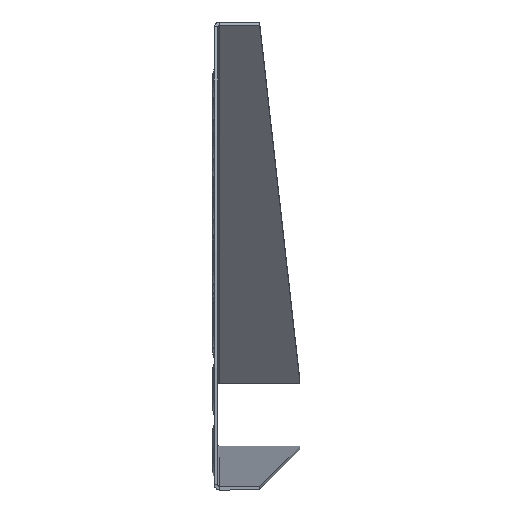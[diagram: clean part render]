
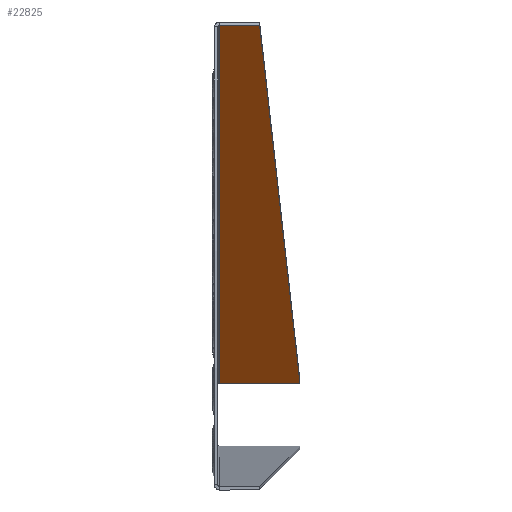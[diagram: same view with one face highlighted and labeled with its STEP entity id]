
A CAD part, left-side view. The second image highlights one B-rep face of the part: STEP entity #22825.
In plain terms, the highlighted planar face has unit normal (-0.368, 0, -0.93).
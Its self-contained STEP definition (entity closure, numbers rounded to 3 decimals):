
#18369 = CARTESIAN_POINT ( 'NONE',  ( -827.401, -4.5, 346.274 ) ) ;
#18383 = CARTESIAN_POINT ( 'NONE',  ( -43.355, -4.5, 35.473 ) ) ;
#18504 = CARTESIAN_POINT ( 'NONE',  ( -827.401, -39.288, 346.274 ) ) ;
#18505 = LINE ( 'NONE', #18585, #18584 ) ;
#18567 = CARTESIAN_POINT ( 'NONE',  ( -43.355, -74.288, 35.473 ) ) ;
#18583 = DIRECTION ( 'NONE',  ( -0.93, 0., 0.369 ) ) ;
#18584 = VECTOR ( 'NONE', #18583, 1000. ) ;
#18585 = CARTESIAN_POINT ( 'NONE',  ( 6.265, -4.5, 15.804 ) ) ;
#18742 = DIRECTION ( 'NONE',  ( -0.343, -0.93, 0.136 ) ) ;
#18744 = DIRECTION ( 'NONE',  ( 0.369, 0., 0.93 ) ) ;
#18745 = LINE ( 'NONE', #18770, #18799 ) ;
#18748 = AXIS2_PLACEMENT_3D ( 'NONE', #18769, #18744, #18742 ) ;
#18755 = PLANE ( 'NONE',  #18748 ) ;
#18757 = FACE_OUTER_BOUND ( 'NONE', #22715, .T. ) ;
#18769 = CARTESIAN_POINT ( 'NONE',  ( 6.265, 15.712, 15.804 ) ) ;
#18770 = CARTESIAN_POINT ( 'NONE',  ( -43.355, -74.288, 35.473 ) ) ;
#18798 = DIRECTION ( 'NONE',  ( 0.929, -0.041, -0.368 ) ) ;
#18799 = VECTOR ( 'NONE', #18798, 1000. ) ;
#19113 = DIRECTION ( 'NONE',  ( 0., -1., 0. ) ) ;
#19114 = VECTOR ( 'NONE', #19113, 1000. ) ;
#19115 = CARTESIAN_POINT ( 'NONE',  ( -827.401, -39.288, 346.274 ) ) ;
#19116 = LINE ( 'NONE', #19115, #19114 ) ;
#19119 = DIRECTION ( 'NONE',  ( 0., 1., 0. ) ) ;
#19120 = VECTOR ( 'NONE', #19119, 1000. ) ;
#19121 = LINE ( 'NONE', #19131, #19120 ) ;
#19131 = CARTESIAN_POINT ( 'NONE',  ( -43.355, -4.288, 35.473 ) ) ;
#22580 = VERTEX_POINT ( 'NONE', #18369 ) ;
#22617 = VERTEX_POINT ( 'NONE', #18383 ) ;
#22667 = VERTEX_POINT ( 'NONE', #18504 ) ;
#22674 = EDGE_CURVE ( 'NONE', #22617, #22580, #18505, .T. ) ;
#22693 = VERTEX_POINT ( 'NONE', #18567 ) ;
#22715 = EDGE_LOOP ( 'NONE', ( #23050, #22822, #23052, #22837 ) ) ;
#22822 = ORIENTED_EDGE ( 'NONE', *, *, #23040, .F. ) ;
#22825 = ADVANCED_FACE ( 'NONE', ( #18757 ), #18755, .F. ) ;
#22830 = EDGE_CURVE ( 'NONE', #22667, #22693, #18745, .T. ) ;
#22837 = ORIENTED_EDGE ( 'NONE', *, *, #23043, .F. ) ;
#23040 = EDGE_CURVE ( 'NONE', #22693, #22617, #19121, .T. ) ;
#23043 = EDGE_CURVE ( 'NONE', #22580, #22667, #19116, .T. ) ;
#23050 = ORIENTED_EDGE ( 'NONE', *, *, #22674, .F. ) ;
#23052 = ORIENTED_EDGE ( 'NONE', *, *, #22830, .F. ) ;
